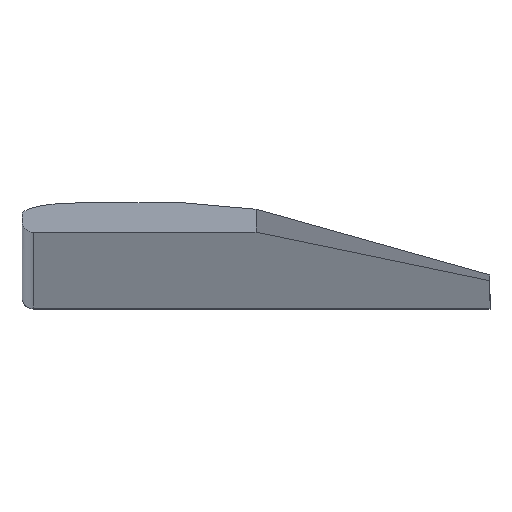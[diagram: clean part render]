
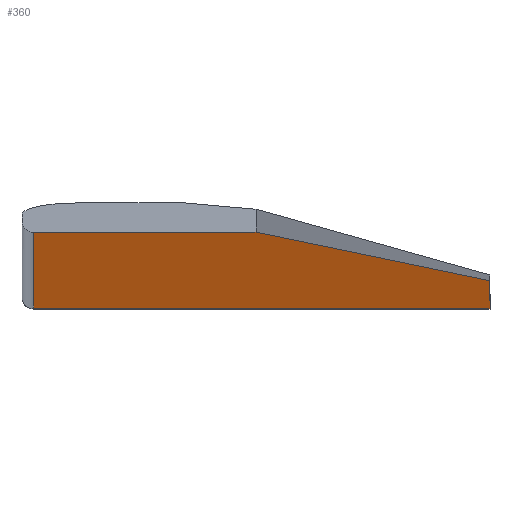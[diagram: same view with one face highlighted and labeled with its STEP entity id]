
A CAD part, left-side view. The second image highlights one B-rep face of the part: STEP entity #360.
In plain terms, the highlighted planar face has unit normal (-0.052, 0, -0.999).
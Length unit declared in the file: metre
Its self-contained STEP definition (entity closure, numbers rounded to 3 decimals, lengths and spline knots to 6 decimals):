
#65=ORIENTED_EDGE('',*,*,#165,.F.);
#66=ORIENTED_EDGE('',*,*,#166,.F.);
#67=ORIENTED_EDGE('',*,*,#136,.T.);
#68=ORIENTED_EDGE('',*,*,#145,.T.);
#69=ORIENTED_EDGE('',*,*,#151,.F.);
#136=EDGE_CURVE('',#189,#188,#221,.T.);
#145=EDGE_CURVE('',#188,#197,#230,.T.);
#151=EDGE_CURVE('',#202,#197,#234,.T.);
#165=EDGE_CURVE('',#213,#202,#245,.T.);
#166=EDGE_CURVE('',#189,#213,#246,.T.);
#188=VERTEX_POINT('',#500);
#189=VERTEX_POINT('',#502);
#197=VERTEX_POINT('',#519);
#202=VERTEX_POINT('',#554);
#213=VERTEX_POINT('',#592);
#221=LINE('',#501,#260);
#230=LINE('',#520,#269);
#234=LINE('',#555,#273);
#245=LINE('',#591,#284);
#246=LINE('',#593,#285);
#260=VECTOR('',#416,1.);
#269=VECTOR('',#427,1.);
#273=VECTOR('',#435,1.);
#284=VECTOR('',#452,1.);
#285=VECTOR('',#453,1.);
#303=EDGE_LOOP('',(#65,#66,#67,#68,#69));
#324=FACE_BOUND('',#303,.T.);
#345=PLANE('',#395);
#360=ADVANCED_FACE('',(#324),#345,.F.);
#395=AXIS2_PLACEMENT_3D('',#590,#450,#451);
#416=DIRECTION('',(-0.999,0.,0.052));
#427=DIRECTION('',(-0.968,0.245,0.051));
#435=DIRECTION('',(0.,-1.,0.));
#450=DIRECTION('',(0.052,0.,0.999));
#451=DIRECTION('',(-0.999,0.,0.052));
#452=DIRECTION('',(-0.999,0.,0.052));
#453=DIRECTION('',(0.,1.,0.));
#500=CARTESIAN_POINT('',(-0.091749,0.058063,0.002301));
#501=CARTESIAN_POINT('',(-0.046005,0.058063,-0.000096));
#502=CARTESIAN_POINT('',(0.000737,0.058063,-0.002545));
#519=CARTESIAN_POINT('',(-0.249919,0.098063,0.010591));
#520=CARTESIAN_POINT('',(-0.170834,0.078063,0.006446));
#554=CARTESIAN_POINT('',(-0.249919,0.136063,0.010591));
#555=CARTESIAN_POINT('',(-0.249919,0.118063,0.010591));
#590=CARTESIAN_POINT('',(0.000423,0.081579,-0.002529));
#591=CARTESIAN_POINT('',(-0.249919,0.136063,0.010591));
#592=CARTESIAN_POINT('',(0.000737,0.136063,-0.002545));
#593=CARTESIAN_POINT('',(0.000737,0.098063,-0.002545));
